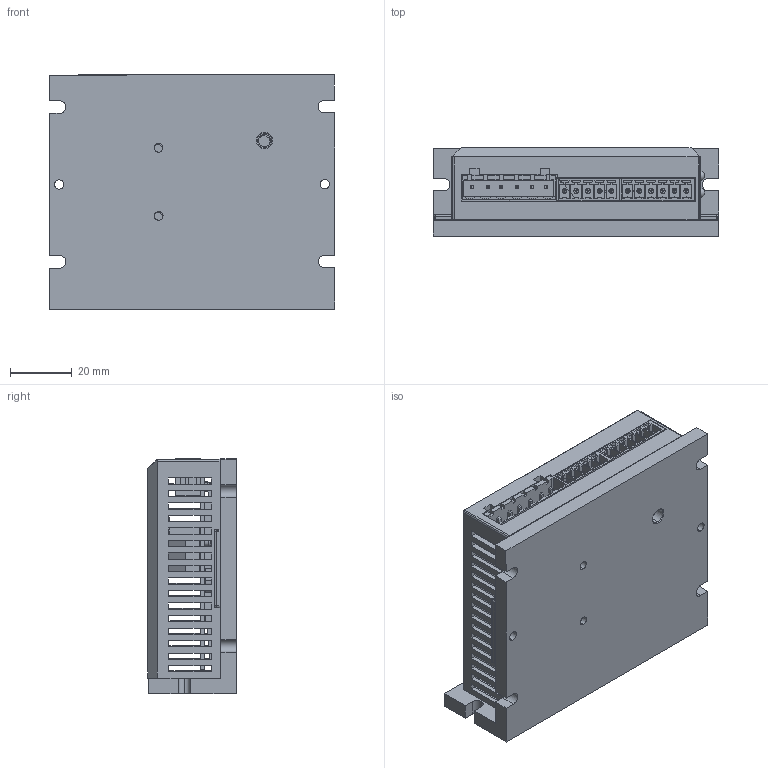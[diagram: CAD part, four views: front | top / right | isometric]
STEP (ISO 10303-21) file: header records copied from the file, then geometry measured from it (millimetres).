
FILE_DESCRIPTION (( 'STEP AP214' ), '1' );
FILE_NAME ('STP-DRV-4850.STEP', '2014-09-23T17:06:31', ( '' ), ( '' ), 'SwSTEP 2.0', 'SolidWorks 2014', '' );
FILE_SCHEMA (( 'AUTOMOTIVE_DESIGN' ));
Length unit declared in the file: inch
Products named in the file (15): LED_BODY; CHASSIS_01 RevB; PCB_004_B; Standoff_188THK_250DIA; STP-DRV-4850; COVER, MOULDED_B_003_STEPPED_TWICE; Conn, Phoenix, Conn6_A; Conn, Phoenix, Conn5_A; Conn_phoenix_power_6Pin; Conn_Amp_Data_555165-2_assy; Conn_Amp_Data_555165-2_pins; Conn_Amp_Data_555165-2; LED_ASSY; LED_GRN; LED_RED
Assembly tree (14 placements, depth 3):
  STP-DRV-4850
    Standoff_188THK_250DIA
    PCB_004_B
    CHASSIS_01 RevB
    LED_ASSY
      LED_BODY
      LED_RED
      LED_GRN
    Conn_Amp_Data_555165-2_assy
      Conn_Amp_Data_555165-2
      Conn_Amp_Data_555165-2_pins
    Conn_phoenix_power_6Pin
    Conn, Phoenix, Conn5_A
    Conn, Phoenix, Conn6_A
    COVER, MOULDED_B_003_STEPPED_TWICE
Bounding box: 92.83 x 28.78 x 76.42 mm (x, y, z)
Volume: 73756.4 mm3; surface area: 59641.6 mm2
Topology: 15 solids, 15 shells, 1430 faces, 3673 edges, 2358 vertices
Faces by surface type: plane 1107, cylinder 276, cone 24, sphere 15, torus 8
Entity records: 43719 total; most frequent: CARTESIAN_POINT 7803, ORIENTED_EDGE 7294, DIRECTION 7119, EDGE_CURVE 3647, LINE 2999, VECTOR 2999, VERTEX_POINT 2358, AXIS2_PLACEMENT_3D 2060
